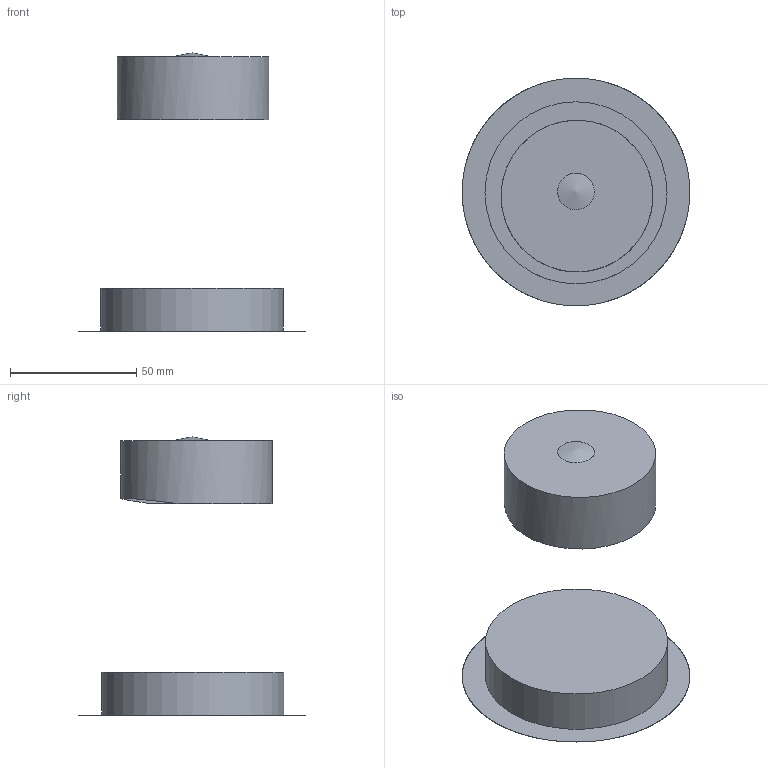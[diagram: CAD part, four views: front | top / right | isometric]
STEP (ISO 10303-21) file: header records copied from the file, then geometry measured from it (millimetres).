
FILE_DESCRIPTION(/* description */ (''),/* implementation_level */ '2;1');
FILE_NAME(/* name */ 'Part-Lower-2.stp',/* time_stamp */ '2018-03-18T06:39:33+05:00',/* author */ (''),/* organization */ (''),/* preprocessor_version */ 'ST-DEVELOPER v15.2',/* originating_system */ 'Autodesk Translator Framework v2.0.0.5431',/* authorisation */ '');
FILE_SCHEMA (('AUTOMOTIVE_DESIGN { 1 0 10303 214 3 1 1 }'));
Length unit declared in the file: centimetre
Products named in the file (1): Part-Lower-2
Bounding box: 90 x 90 x 110.02 mm (x, y, z)
Volume: 143298.7 mm3; surface area: 16.6 mm2
Topology: 1 solids, 1 shells, 8 faces, 14 edges, 10 vertices
Faces by surface type: plane 4, cylinder 2, bspline 2
Full cylindrical faces by diameter (mm): 60 x1, 72 x1
Entity records: 496 total; most frequent: CARTESIAN_POINT 353, DIRECTION 22, ORIENTED_EDGE 18, EDGE_LOOP 14, AXIS2_PLACEMENT_3D 11, VERTEX_POINT 9, EDGE_CURVE 9, FACE_BOUND 8
